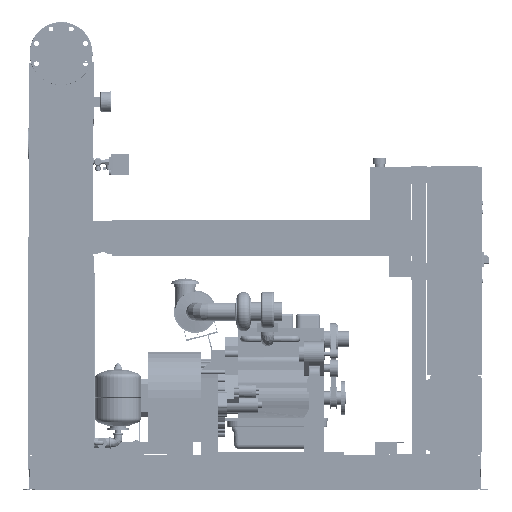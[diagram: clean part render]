
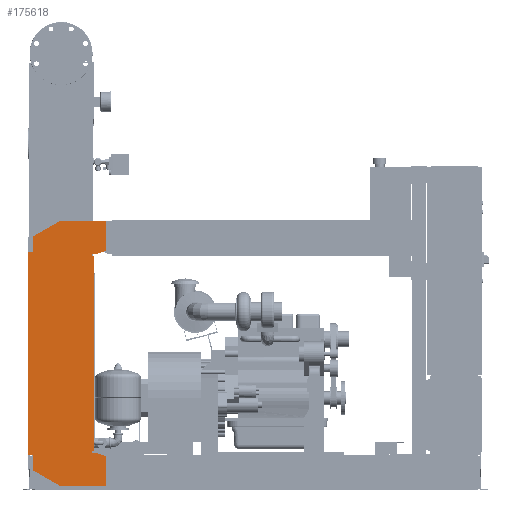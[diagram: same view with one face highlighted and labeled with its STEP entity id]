
A CAD part, front view. The second image highlights one B-rep face of the part: STEP entity #175618.
In plain terms, the highlighted free-form (B-spline) face has degree [1, 1] with [2, 2] control points.
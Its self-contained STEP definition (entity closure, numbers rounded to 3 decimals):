
#175103=CARTESIAN_POINT('',(-129.0,-463.5,1076.0));
#175104=VERTEX_POINT('',#175103);
#175111=CARTESIAN_POINT('',(-129.,-463.5,1142.986));
#175112=VERTEX_POINT('',#175111);
#175113=CARTESIAN_POINT('',(-129.0,-463.5,1076.0));
#175114=DIRECTION('',(0.0,0.0,1.0));
#175115=VECTOR('',#175114,66.986);
#175116=LINE('',#175113,#175115);
#175117=EDGE_CURVE('',#175104,#175112,#175116,.T.);
#175135=CARTESIAN_POINT('',(-6.0,-463.5,1214.0));
#175136=VERTEX_POINT('',#175135);
#175137=CARTESIAN_POINT('',(-129.,-463.5,1142.986));
#175138=DIRECTION('',(0.866,0.0,0.5));
#175139=VECTOR('',#175138,142.028);
#175140=LINE('',#175137,#175139);
#175141=EDGE_CURVE('',#175112,#175136,#175140,.T.);
#175159=CARTESIAN_POINT('',(204.,-463.5,1214.0));
#175160=VERTEX_POINT('',#175159);
#175161=CARTESIAN_POINT('',(-6.0,-463.5,1214.0));
#175162=DIRECTION('',(1.0,0.0,0.0));
#175163=VECTOR('',#175162,210.);
#175164=LINE('',#175161,#175163);
#175165=EDGE_CURVE('',#175136,#175160,#175164,.T.);
#175183=CARTESIAN_POINT('',(204.0,-463.5,1080.379));
#175184=VERTEX_POINT('',#175183);
#175185=CARTESIAN_POINT('',(204.,-463.5,1214.0));
#175186=DIRECTION('',(0.0,0.0,-1.0));
#175187=VECTOR('',#175186,133.621);
#175188=LINE('',#175185,#175187);
#175189=EDGE_CURVE('',#175160,#175184,#175188,.T.);
#175207=CARTESIAN_POINT('',(159.0,-463.5,1064.0));
#175208=VERTEX_POINT('',#175207);
#175209=CARTESIAN_POINT('',(204.0,-463.5,1080.379));
#175210=DIRECTION('',(-0.94,0.0,-0.342));
#175211=VECTOR('',#175210,47.888);
#175212=LINE('',#175209,#175211);
#175213=EDGE_CURVE('',#175184,#175208,#175212,.T.);
#175231=CARTESIAN_POINT('',(139.0,-463.5,1064.0));
#175232=VERTEX_POINT('',#175231);
#175233=CARTESIAN_POINT('',(159.0,-463.5,1064.0));
#175234=DIRECTION('',(-1.0,0.0,0.0));
#175235=VECTOR('',#175234,20.0);
#175236=LINE('',#175233,#175235);
#175237=EDGE_CURVE('',#175208,#175232,#175236,.T.);
#175255=CARTESIAN_POINT('',(139.0,-463.5,1056.0));
#175256=VERTEX_POINT('',#175255);
#175257=CARTESIAN_POINT('',(139.0,-463.5,1064.0));
#175258=DIRECTION('',(0.0,0.0,-1.0));
#175259=VECTOR('',#175258,8.0);
#175260=LINE('',#175257,#175259);
#175261=EDGE_CURVE('',#175232,#175256,#175260,.T.);
#175279=CARTESIAN_POINT('',(147.,-463.5,1056.0));
#175280=VERTEX_POINT('',#175279);
#175281=CARTESIAN_POINT('',(139.0,-463.5,1056.0));
#175282=DIRECTION('',(1.0,0.0,0.0));
#175283=VECTOR('',#175282,8.);
#175284=LINE('',#175281,#175283);
#175285=EDGE_CURVE('',#175256,#175280,#175284,.T.);
#175303=CARTESIAN_POINT('',(147.,-463.5,176.));
#175304=VERTEX_POINT('',#175303);
#175315=CARTESIAN_POINT('',(147.,-463.5,1056.0));
#175316=DIRECTION('',(0.0,0.0,-1.0));
#175317=VECTOR('',#175316,880.);
#175318=LINE('',#175315,#175317);
#175319=EDGE_CURVE('',#175280,#175304,#175318,.T.);
#175333=CARTESIAN_POINT('',(139.,-463.5,176.));
#175334=VERTEX_POINT('',#175333);
#175335=CARTESIAN_POINT('',(147.,-463.5,176.));
#175336=DIRECTION('',(-1.0,0.0,0.0));
#175337=VECTOR('',#175336,8.0);
#175338=LINE('',#175335,#175337);
#175339=EDGE_CURVE('',#175304,#175334,#175338,.T.);
#175357=CARTESIAN_POINT('',(139.,-463.5,168.));
#175358=VERTEX_POINT('',#175357);
#175359=CARTESIAN_POINT('',(139.,-463.5,176.));
#175360=DIRECTION('',(0.0,0.0,-1.0));
#175361=VECTOR('',#175360,8.0);
#175362=LINE('',#175359,#175361);
#175363=EDGE_CURVE('',#175334,#175358,#175362,.T.);
#175381=CARTESIAN_POINT('',(159.,-463.5,168.));
#175382=VERTEX_POINT('',#175381);
#175383=CARTESIAN_POINT('',(139.,-463.5,168.));
#175384=DIRECTION('',(1.0,0.0,0.0));
#175385=VECTOR('',#175384,20.0);
#175386=LINE('',#175383,#175385);
#175387=EDGE_CURVE('',#175358,#175382,#175386,.T.);
#175405=CARTESIAN_POINT('',(204.,-463.5,151.621));
#175406=VERTEX_POINT('',#175405);
#175407=CARTESIAN_POINT('',(159.,-463.5,168.));
#175408=DIRECTION('',(0.94,0.0,-0.342));
#175409=VECTOR('',#175408,47.888);
#175410=LINE('',#175407,#175409);
#175411=EDGE_CURVE('',#175382,#175406,#175410,.T.);
#175429=CARTESIAN_POINT('',(204.,-463.5,18.0));
#175430=VERTEX_POINT('',#175429);
#175431=CARTESIAN_POINT('',(204.,-463.5,151.621));
#175432=DIRECTION('',(0.0,0.0,-1.0));
#175433=VECTOR('',#175432,133.621);
#175434=LINE('',#175431,#175433);
#175435=EDGE_CURVE('',#175406,#175430,#175434,.T.);
#175453=CARTESIAN_POINT('',(-4.,-463.5,18.0));
#175454=VERTEX_POINT('',#175453);
#175455=CARTESIAN_POINT('',(204.,-463.5,18.0));
#175456=DIRECTION('',(-1.0,0.0,0.0));
#175457=VECTOR('',#175456,208.);
#175458=LINE('',#175455,#175457);
#175459=EDGE_CURVE('',#175430,#175454,#175458,.T.);
#175477=CARTESIAN_POINT('',(-129.,-463.5,90.169));
#175478=VERTEX_POINT('',#175477);
#175479=CARTESIAN_POINT('',(-4.,-463.5,18.0));
#175480=DIRECTION('',(-0.866,0.,0.5));
#175481=VECTOR('',#175480,144.338);
#175482=LINE('',#175479,#175481);
#175483=EDGE_CURVE('',#175454,#175478,#175482,.T.);
#175501=CARTESIAN_POINT('',(-129.,-463.5,156.0));
#175502=VERTEX_POINT('',#175501);
#175503=CARTESIAN_POINT('',(-129.,-463.5,90.169));
#175504=DIRECTION('',(0.0,0.0,1.0));
#175505=VECTOR('',#175504,65.831);
#175506=LINE('',#175503,#175505);
#175507=EDGE_CURVE('',#175478,#175502,#175506,.T.);
#175525=CARTESIAN_POINT('',(-149.,-463.5,156.0));
#175526=VERTEX_POINT('',#175525);
#175527=CARTESIAN_POINT('',(-129.,-463.5,156.0));
#175528=DIRECTION('',(-1.0,0.0,0.0));
#175529=VECTOR('',#175528,20.0);
#175530=LINE('',#175527,#175529);
#175531=EDGE_CURVE('',#175502,#175526,#175530,.T.);
#175549=CARTESIAN_POINT('',(-149.0,-463.5,1076.0));
#175550=VERTEX_POINT('',#175549);
#175563=CARTESIAN_POINT('',(-149.,-463.5,156.0));
#175564=DIRECTION('',(0.0,0.0,1.0));
#175565=VECTOR('',#175564,920.0);
#175566=LINE('',#175563,#175565);
#175567=EDGE_CURVE('',#175526,#175550,#175566,.T.);
#175581=CARTESIAN_POINT('',(-149.0,-463.5,1076.0));
#175582=DIRECTION('',(1.0,0.0,0.0));
#175583=VECTOR('',#175582,20.0);
#175584=LINE('',#175581,#175583);
#175585=EDGE_CURVE('',#175550,#175104,#175584,.T.);
#175591=CARTESIAN_POINT('',(-149.,-463.5,18.0));
#175592=CARTESIAN_POINT('',(204.,-463.5,18.0));
#175593=CARTESIAN_POINT('',(-149.,-463.5,1214.0));
#175594=CARTESIAN_POINT('',(204.,-463.5,1214.0));
#175595=B_SPLINE_SURFACE_WITH_KNOTS('',1,1,((#175591,#175593),(#175592,#175594)),.UNSPECIFIED.,.F.,.F.,.U.,(2,2),(2,2),(0.0,353.),(0.0,1196.0),.UNSPECIFIED.);
#175596=ORIENTED_EDGE('',*,*,#175585,.F.);
#175597=ORIENTED_EDGE('',*,*,#175567,.F.);
#175598=ORIENTED_EDGE('',*,*,#175531,.F.);
#175599=ORIENTED_EDGE('',*,*,#175507,.F.);
#175600=ORIENTED_EDGE('',*,*,#175483,.F.);
#175601=ORIENTED_EDGE('',*,*,#175459,.F.);
#175602=ORIENTED_EDGE('',*,*,#175435,.F.);
#175603=ORIENTED_EDGE('',*,*,#175411,.F.);
#175604=ORIENTED_EDGE('',*,*,#175387,.F.);
#175605=ORIENTED_EDGE('',*,*,#175363,.F.);
#175606=ORIENTED_EDGE('',*,*,#175339,.F.);
#175607=ORIENTED_EDGE('',*,*,#175319,.F.);
#175608=ORIENTED_EDGE('',*,*,#175285,.F.);
#175609=ORIENTED_EDGE('',*,*,#175261,.F.);
#175610=ORIENTED_EDGE('',*,*,#175237,.F.);
#175611=ORIENTED_EDGE('',*,*,#175213,.F.);
#175612=ORIENTED_EDGE('',*,*,#175189,.F.);
#175613=ORIENTED_EDGE('',*,*,#175165,.F.);
#175614=ORIENTED_EDGE('',*,*,#175141,.F.);
#175615=ORIENTED_EDGE('',*,*,#175117,.F.);
#175616=EDGE_LOOP('',(#175596,#175597,#175598,#175599,#175600,#175601,#175602,#175603,#175604,#175605,#175606,#175607,#175608,#175609,#175610,#175611,#175612,#175613,#175614,#175615));
#175617=FACE_OUTER_BOUND('',#175616,.T.);
#175618=ADVANCED_FACE('',(#175617),#175595,.T.);
